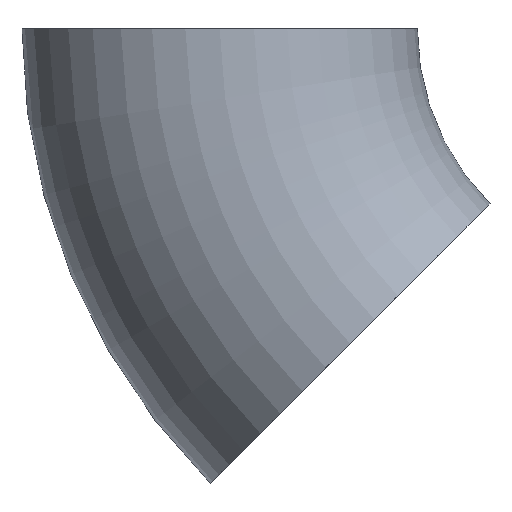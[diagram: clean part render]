
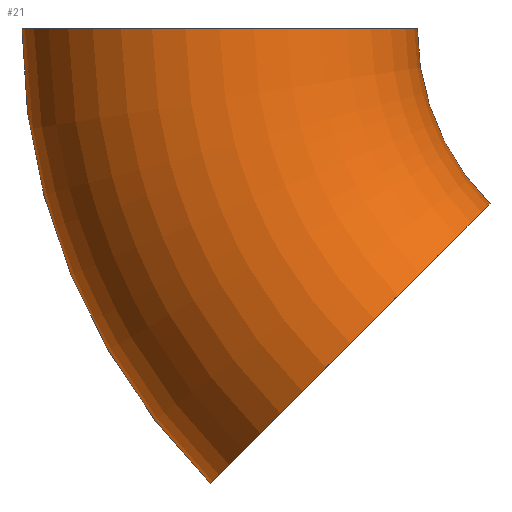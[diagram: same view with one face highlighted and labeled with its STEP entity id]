
A CAD part, front view. The second image highlights one B-rep face of the part: STEP entity #21.
In plain terms, the highlighted toroidal (fillet/blend) face has major radius 38 mm and minor radius 16.85 mm.
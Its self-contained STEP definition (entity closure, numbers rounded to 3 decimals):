
#1 = CARTESIAN_POINT ( 'NONE',  ( 0., 0., 0. ) ) ;
#2 = DIRECTION ( 'NONE',  ( 0.707, 0., 0.707 ) ) ;
#12 = AXIS2_PLACEMENT_3D ( 'NONE', #179, #28, #165 ) ;
#21 = ADVANCED_FACE ( 'NONE', ( #181 ), #192, .T. ) ;
#28 = DIRECTION ( 'NONE',  ( 0., 0., 1. ) ) ;
#38 = AXIS2_PLACEMENT_3D ( 'NONE', #1, #90, #126 ) ;
#46 = CARTESIAN_POINT ( 'NONE',  ( -21.15, 0., 0. ) ) ;
#61 = EDGE_LOOP ( 'NONE', ( #173, #239, #140, #251 ) ) ;
#67 = AXIS2_PLACEMENT_3D ( 'NONE', #141, #200, #2 ) ;
#70 = CARTESIAN_POINT ( 'NONE',  ( -38.785, 0., -38.785 ) ) ;
#71 = EDGE_CURVE ( 'NONE', #213, #234, #175, .T. ) ;
#89 = DIRECTION ( 'NONE',  ( 0., 0., 1. ) ) ;
#90 = DIRECTION ( 'NONE',  ( 0., 1., 0. ) ) ;
#107 = AXIS2_PLACEMENT_3D ( 'NONE', #112, #220, #148 ) ;
#111 = CARTESIAN_POINT ( 'NONE',  ( -54.85, 0., 0. ) ) ;
#112 = CARTESIAN_POINT ( 'NONE',  ( 0., 0., 0. ) ) ;
#124 = CIRCLE ( 'NONE', #147, 21.15 ) ;
#126 = DIRECTION ( 'NONE',  ( 0., 0., 1. ) ) ;
#132 = EDGE_CURVE ( 'NONE', #212, #177, #174, .T. ) ;
#140 = ORIENTED_EDGE ( 'NONE', *, *, #223, .T. ) ;
#141 = CARTESIAN_POINT ( 'NONE',  ( -26.87, 0., -26.87 ) ) ;
#147 = AXIS2_PLACEMENT_3D ( 'NONE', #217, #224, #89 ) ;
#148 = DIRECTION ( 'NONE',  ( 0., 0., 1. ) ) ;
#165 = DIRECTION ( 'NONE',  ( 1., 0., 0. ) ) ;
#167 = CIRCLE ( 'NONE', #107, 54.85 ) ;
#173 = ORIENTED_EDGE ( 'NONE', *, *, #176, .F. ) ;
#174 = CIRCLE ( 'NONE', #12, 16.85 ) ;
#175 = CIRCLE ( 'NONE', #67, 16.85 ) ;
#176 = EDGE_CURVE ( 'NONE', #213, #212, #167, .T. ) ;
#177 = VERTEX_POINT ( 'NONE', #46 ) ;
#179 = CARTESIAN_POINT ( 'NONE',  ( -38., 0., 0. ) ) ;
#181 = FACE_OUTER_BOUND ( 'NONE', #61, .T. ) ;
#192 = TOROIDAL_SURFACE ( 'NONE', #38, 38., 16.85 ) ;
#200 = DIRECTION ( 'NONE',  ( -0.707, 0., 0.707 ) ) ;
#212 = VERTEX_POINT ( 'NONE', #111 ) ;
#213 = VERTEX_POINT ( 'NONE', #70 ) ;
#217 = CARTESIAN_POINT ( 'NONE',  ( 0., 0., 0. ) ) ;
#220 = DIRECTION ( 'NONE',  ( 0., 1., 0. ) ) ;
#221 = CARTESIAN_POINT ( 'NONE',  ( -14.955, 0., -14.955 ) ) ;
#223 = EDGE_CURVE ( 'NONE', #234, #177, #124, .T. ) ;
#224 = DIRECTION ( 'NONE',  ( 0., 1., 0. ) ) ;
#234 = VERTEX_POINT ( 'NONE', #221 ) ;
#239 = ORIENTED_EDGE ( 'NONE', *, *, #71, .T. ) ;
#251 = ORIENTED_EDGE ( 'NONE', *, *, #132, .F. ) ;
